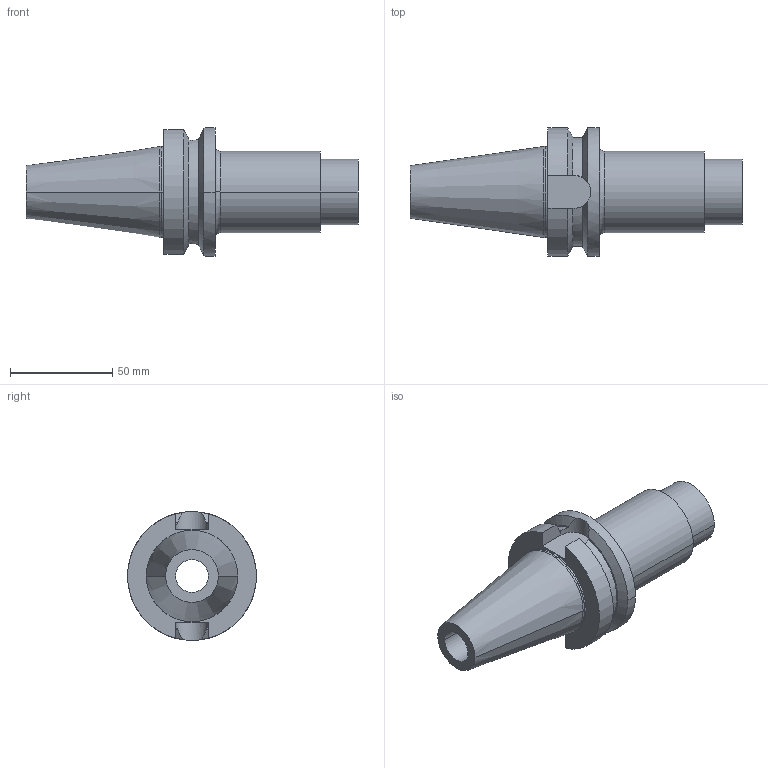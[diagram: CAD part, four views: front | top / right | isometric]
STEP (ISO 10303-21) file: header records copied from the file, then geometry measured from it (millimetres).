
FILE_DESCRIPTION((''),'2;1');
FILE_NAME('84524168','2021-01-19T13:41:26',('thiemer'),(''),'CREO PARAMETRIC BY PTC INC, 2020053','CREO PARAMETRIC BY PTC INC, 2020053','');
FILE_SCHEMA(('AP242_MANAGED_MODEL_BASED_3D_ENGINEERING_MIM_LF { 1 0 10303 442 1 1 4 }'));
Length unit declared in the file: millimetre
Products named in the file (1): 84524168
Bounding box: 162.3 x 63 x 63 mm (x, y, z)
Volume: 176386 mm3; surface area: 35153.9 mm2
Topology: 1 solids, 1 shells, 47 faces, 134 edges, 96 vertices
Faces by surface type: cylinder 18, plane 17, cone 10, torus 2
Entity records: 2490 total; most frequent: CARTESIAN_POINT 386, DIRECTION 314, ORIENTED_EDGE 228, PRESENTATION_STYLE_ASSIGNMENT 150, STYLED_ITEM 150, CURVE_STYLE 149, AXIS2_PLACEMENT_3D 118, EDGE_CURVE 114
